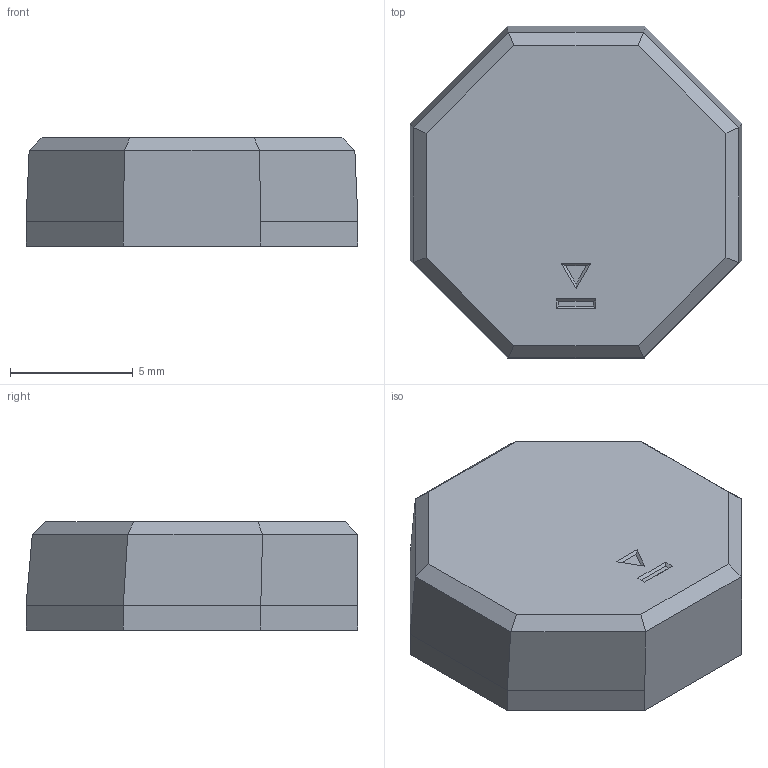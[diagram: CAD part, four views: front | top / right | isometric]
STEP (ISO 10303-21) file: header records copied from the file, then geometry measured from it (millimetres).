
FILE_DESCRIPTION(/* description */ (''),/* implementation_level */ '2;1');
FILE_NAME(/* name */ 'Remix Export.Horizontal Short.step',/* time_stamp */ '2024-01-19T09:48:21Z',/* author */ (''),/* organization */ (''),/* preprocessor_version */ 'ST-DEVELOPER v20',/* originating_system */ 'Autodesk Translation Framework v12.14.0.127',/* authorisation */ '');
FILE_SCHEMA (('AUTOMOTIVE_DESIGN { 1 0 10303 214 3 1 1 }'));
Length unit declared in the file: millimetre
Products named in the file (1): Horizontal Short
Bounding box: 13.5 x 13.5 x 4.4 mm (x, y, z)
Volume: 647.6 mm3; surface area: 478.5 mm2
Topology: 1 solids, 1 shells, 34 faces, 84 edges, 54 vertices
Faces by surface type: plane 34
Entity records: 1013 total; most frequent: CARTESIAN_POINT 173, ORIENTED_EDGE 168, DIRECTION 154, LINE 84, VECTOR 84, EDGE_CURVE 84, VERTEX_POINT 54, EDGE_LOOP 36
